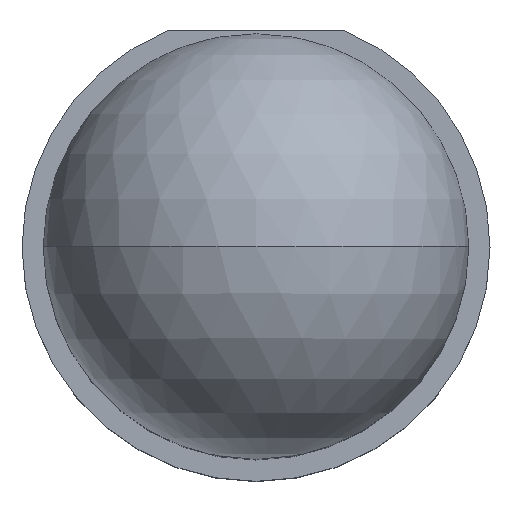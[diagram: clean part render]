
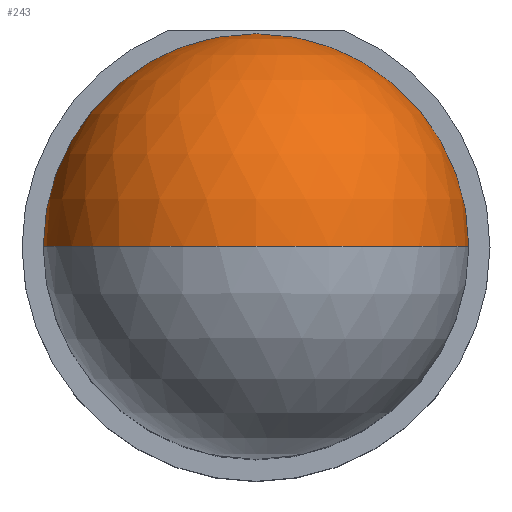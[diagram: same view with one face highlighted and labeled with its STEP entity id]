
A CAD part, top view. The second image highlights one B-rep face of the part: STEP entity #243.
In plain terms, the highlighted spherical face has radius 2.5 mm.
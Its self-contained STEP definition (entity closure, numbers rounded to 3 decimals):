
#1 = ORIENTED_EDGE ( 'NONE', *, *, #2, .T. ) ;
#2 = EDGE_CURVE ( 'NONE', #247, #249, #233, .T. ) ;
#3 = ORIENTED_EDGE ( 'NONE', *, *, #4, .F. ) ;
#4 = EDGE_CURVE ( 'NONE', #248, #249, #227, .T. ) ;
#40 = FACE_OUTER_BOUND ( 'NONE', #244, .T. ) ;
#223 = DIRECTION ( 'NONE',  ( 0., 0., -1. ) ) ;
#224 = DIRECTION ( 'NONE',  ( 0., -1., 0. ) ) ;
#225 = CARTESIAN_POINT ( 'NONE',  ( -8.312, 14.651, 7.5 ) ) ;
#226 = AXIS2_PLACEMENT_3D ( 'NONE', #225, #224, #223 ) ;
#227 = CIRCLE ( 'NONE', #226, 2.5 ) ;
#229 = DIRECTION ( 'NONE',  ( -1., 0., 0. ) ) ;
#230 = DIRECTION ( 'NONE',  ( 0., 1., 0. ) ) ;
#231 = CARTESIAN_POINT ( 'NONE',  ( -8.312, 14.651, 7.5 ) ) ;
#232 = AXIS2_PLACEMENT_3D ( 'NONE', #231, #230, #229 ) ;
#233 = CIRCLE ( 'NONE', #232, 2.5 ) ;
#243 = ADVANCED_FACE ( 'NONE', ( #40 ), #348, .T. ) ;
#244 = EDGE_LOOP ( 'NONE', ( #245, #1, #3 ) ) ;
#245 = ORIENTED_EDGE ( 'NONE', *, *, #246, .F. ) ;
#246 = EDGE_CURVE ( 'NONE', #247, #248, #349, .T. ) ;
#247 = VERTEX_POINT ( 'NONE', #280 ) ;
#248 = VERTEX_POINT ( 'NONE', #279 ) ;
#249 = VERTEX_POINT ( 'NONE', #278 ) ;
#278 = CARTESIAN_POINT ( 'NONE',  ( -8.312, 14.651, 10. ) ) ;
#279 = CARTESIAN_POINT ( 'NONE',  ( -5.812, 14.651, 7.5 ) ) ;
#280 = CARTESIAN_POINT ( 'NONE',  ( -10.812, 14.651, 7.5 ) ) ;
#281 = DIRECTION ( 'NONE',  ( 1., 0., 0. ) ) ;
#282 = DIRECTION ( 'NONE',  ( 0., 0., -1. ) ) ;
#283 = CARTESIAN_POINT ( 'NONE',  ( -8.312, 14.651, 7.5 ) ) ;
#284 = AXIS2_PLACEMENT_3D ( 'NONE', #283, #282, #281 ) ;
#285 = DIRECTION ( 'NONE',  ( 1., 0., 0. ) ) ;
#286 = DIRECTION ( 'NONE',  ( 0., 1., 0. ) ) ;
#287 = CARTESIAN_POINT ( 'NONE',  ( -8.312, 14.651, 7.5 ) ) ;
#288 = AXIS2_PLACEMENT_3D ( 'NONE', #287, #286, #285 ) ;
#348 = SPHERICAL_SURFACE ( 'NONE', #288, 2.5 ) ;
#349 = CIRCLE ( 'NONE', #284, 2.5 ) ;
